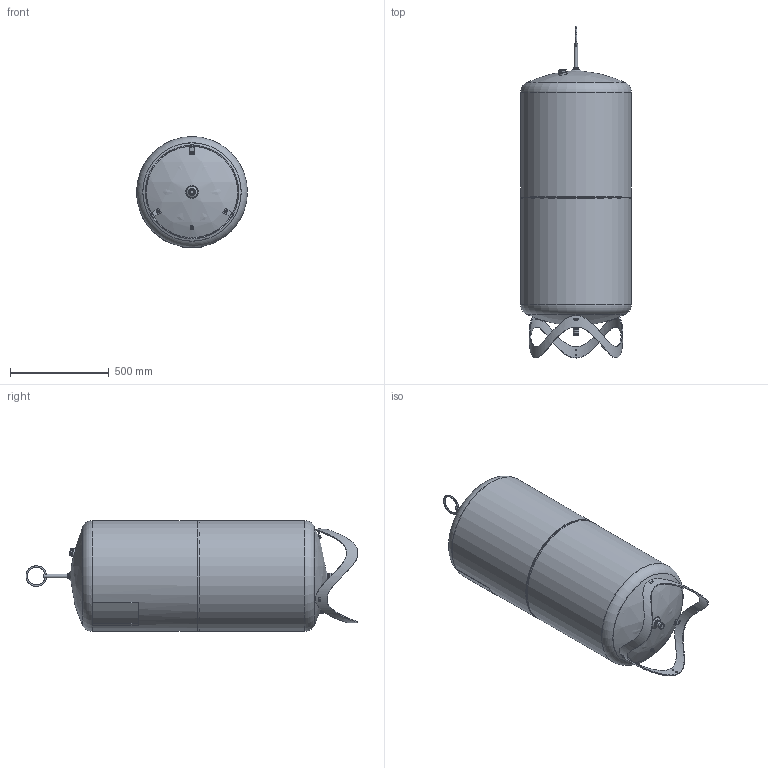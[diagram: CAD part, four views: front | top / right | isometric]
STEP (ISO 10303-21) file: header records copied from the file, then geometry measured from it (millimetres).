
FILE_DESCRIPTION((''),'2;1');
FILE_NAME('7102010_3D_1002_00_DE_FR_IT_EN_NL_UPD.stp','2015-01-08T10:36:42',('SCG'),(''),'Autodesk Inventor 2013','Autodesk Inventor 2013','');
FILE_SCHEMA(('AUTOMOTIVE_DESIGN { 1 0 10303 214 1 1 1 1 }'));
Length unit declared in the file: millimetre
Products named in the file (1): 119448
Bounding box: 560 x 1676.59 x 560.3 mm (x, y, z)
Surface area: 6712121.4 mm2
Topology: 12 solids, 12 shells, 422 faces, 1124 edges, 728 vertices
Faces by surface type: plane 189, cylinder 112, cone 49, torus 33, bspline 29, sphere 9, revolution 1
Full cylindrical faces by diameter (mm): 4 x20, 7.5 x2, 8 x6, 8.4 x1, 9 x5, 10 x3, 11.027 x1, 12.6 x1, 14 x1, 14.95 x1, 17.2 x1, 18 x1, 20 x2, 24.117 x1, 26.44 x1, 26.5 x1, 26.8 x4, 27 x2, 29.8 x4, 30 x1, 32 x1, 33 x1, 33.3 x1, 40 x1, 41 x1, 45 x1, 55 x2, 58 x1, 461 x1, 471 x1
Entity records: 16283 total; most frequent: CARTESIAN_POINT 6248, DIRECTION 1913, ORIENTED_EDGE 1852, EDGE_CURVE 926, AXIS2_PLACEMENT_3D 791, EDGE_LOOP 670, VERTEX_POINT 669, FACE_OUTER_BOUND 422
